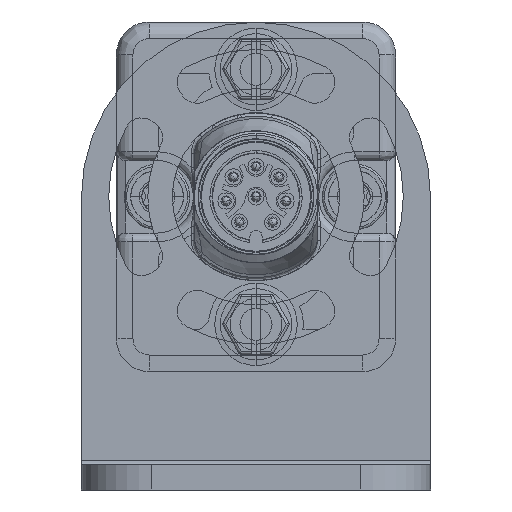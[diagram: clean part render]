
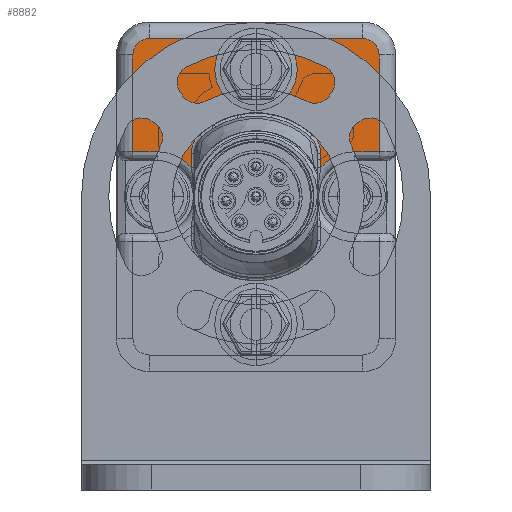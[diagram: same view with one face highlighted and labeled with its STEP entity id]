
A CAD part, front view. The second image highlights one B-rep face of the part: STEP entity #8882.
In plain terms, the highlighted face is planar.
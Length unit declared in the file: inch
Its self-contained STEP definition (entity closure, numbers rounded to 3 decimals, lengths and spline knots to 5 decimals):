
#3675=CARTESIAN_POINT('',(3.6,19.85759,9.5));
#3676=DIRECTION('',(0.,0.,-1.));
#3677=DIRECTION('',(0.673,0.74,0.));
#3678=AXIS2_PLACEMENT_3D('',#3675,#3676,#3677);
#3680=CARTESIAN_POINT('',(0.,15.9,9.5));
#3681=DIRECTION('',(0.,0.,-1.));
#3682=DIRECTION('',(-0.673,0.74,0.));
#3683=AXIS2_PLACEMENT_3D('',#3680,#3681,#3682);
#3685=CARTESIAN_POINT('',(-3.6,19.85759,9.5));
#3686=DIRECTION('',(0.,0.,-1.));
#3687=DIRECTION('',(-1.,0.,0.));
#3688=AXIS2_PLACEMENT_3D('',#3685,#3686,#3687);
#3690=DIRECTION('',(0.,1.,0.));
#3691=VECTOR('',#3690,1.27431);
#3692=CARTESIAN_POINT('',(-5.9,18.58328,9.5));
#3693=LINE('',#3692,#3691);
#3694=CARTESIAN_POINT('',(-9.,15.9,9.5));
#3695=DIRECTION('',(0.,0.,-1.));
#3696=DIRECTION('',(0.,1.,0.));
#3697=AXIS2_PLACEMENT_3D('',#3694,#3695,#3696);
#3699=DIRECTION('',(1.,0.,0.));
#3700=VECTOR('',#3699,2.2);
#3701=CARTESIAN_POINT('',(-11.2,20.,9.5));
#3702=LINE('',#3701,#3700);
#3703=DIRECTION('',(0.,-1.,0.));
#3704=VECTOR('',#3703,8.8);
#3705=CARTESIAN_POINT('',(-11.2,28.8,9.5));
#3706=LINE('',#3705,#3704);
#3707=CARTESIAN_POINT('',(-9.7,28.8,9.5));
#3708=DIRECTION('',(0.,0.,1.));
#3709=DIRECTION('',(0.,1.,0.));
#3710=AXIS2_PLACEMENT_3D('',#3707,#3708,#3709);
#3712=DIRECTION('',(-1.,0.,0.));
#3713=VECTOR('',#3712,19.4);
#3714=CARTESIAN_POINT('',(9.7,30.3,9.5));
#3715=LINE('',#3714,#3713);
#3716=CARTESIAN_POINT('',(9.7,28.8,9.5));
#3717=DIRECTION('',(0.,0.,1.));
#3718=DIRECTION('',(1.,0.,0.));
#3719=AXIS2_PLACEMENT_3D('',#3716,#3717,#3718);
#3721=DIRECTION('',(0.,1.,0.));
#3722=VECTOR('',#3721,8.8);
#3723=CARTESIAN_POINT('',(11.2,20.,9.5));
#3724=LINE('',#3723,#3722);
#3725=DIRECTION('',(1.,0.,0.));
#3726=VECTOR('',#3725,2.2);
#3727=CARTESIAN_POINT('',(9.,20.,9.5));
#3728=LINE('',#3727,#3726);
#3729=CARTESIAN_POINT('',(9.,15.9,9.5));
#3730=DIRECTION('',(0.,0.,-1.));
#3731=DIRECTION('',(-0.756,0.654,0.));
#3732=AXIS2_PLACEMENT_3D('',#3729,#3730,#3731);
#3734=DIRECTION('',(0.,-1.,0.));
#3735=VECTOR('',#3734,1.27431);
#3736=CARTESIAN_POINT('',(5.9,19.85759,9.5));
#3737=LINE('',#3736,#3735);
#3801=CARTESIAN_POINT('',(0.,27.5,9.5));
#3802=DIRECTION('',(0.,0.,1.));
#3803=DIRECTION('',(1.,0.,0.));
#3804=AXIS2_PLACEMENT_3D('',#3801,#3802,#3803);
#3806=CARTESIAN_POINT('',(0.,27.5,9.5));
#3807=DIRECTION('',(0.,0.,1.));
#3808=DIRECTION('',(-1.,0.,0.));
#3809=AXIS2_PLACEMENT_3D('',#3806,#3807,#3808);
#6900=CARTESIAN_POINT('',(-5.9,18.58328,9.5));
#7907=CARTESIAN_POINT('',(-9.7,30.3,9.5));
#7908=CARTESIAN_POINT('',(-11.2,28.8,9.5));
#7909=VERTEX_POINT('',#7907);
#7910=VERTEX_POINT('',#7908);
#7915=CARTESIAN_POINT('',(9.7,30.3,9.5));
#7916=VERTEX_POINT('',#7915);
#7919=CARTESIAN_POINT('',(11.2,28.8,9.5));
#7920=VERTEX_POINT('',#7919);
#7963=CARTESIAN_POINT('',(11.2,20.,9.5));
#7964=VERTEX_POINT('',#7963);
#7967=CARTESIAN_POINT('',(9.,20.,9.5));
#7968=VERTEX_POINT('',#7967);
#7995=CARTESIAN_POINT('',(-11.2,20.,9.5));
#7996=VERTEX_POINT('',#7995);
#7999=CARTESIAN_POINT('',(-9.,20.,9.5));
#8000=VERTEX_POINT('',#7999);
#8031=CARTESIAN_POINT('',(5.14766,21.55898,9.5));
#8032=CARTESIAN_POINT('',(5.9,19.85759,9.5));
#8033=VERTEX_POINT('',#8031);
#8034=VERTEX_POINT('',#8032);
#8037=CARTESIAN_POINT('',(5.9,18.58328,9.5));
#8038=VERTEX_POINT('',#8037);
#8062=VERTEX_POINT('',#6900);
#8065=CARTESIAN_POINT('',(-5.9,19.85759,9.5));
#8066=VERTEX_POINT('',#8065);
#8069=CARTESIAN_POINT('',(-5.14766,21.55898,9.5));
#8070=VERTEX_POINT('',#8069);
#8079=CARTESIAN_POINT('',(2.2479,27.5,9.5));
#8080=CARTESIAN_POINT('',(-2.2479,27.5,9.5));
#8081=VERTEX_POINT('',#8079);
#8082=VERTEX_POINT('',#8080);
#8842=CARTESIAN_POINT('',(0.,0.,9.5));
#8843=DIRECTION('',(0.,0.,1.));
#8844=DIRECTION('',(1.,0.,0.));
#8845=AXIS2_PLACEMENT_3D('',#8842,#8843,#8844);
#8846=PLANE('',#8845);
#8848=ORIENTED_EDGE('',*,*,#8847,.F.);
#8850=ORIENTED_EDGE('',*,*,#8849,.F.);
#8852=ORIENTED_EDGE('',*,*,#8851,.F.);
#8854=ORIENTED_EDGE('',*,*,#8853,.F.);
#8856=ORIENTED_EDGE('',*,*,#8855,.F.);
#8858=ORIENTED_EDGE('',*,*,#8857,.F.);
#8860=ORIENTED_EDGE('',*,*,#8859,.F.);
#8862=ORIENTED_EDGE('',*,*,#8861,.F.);
#8864=ORIENTED_EDGE('',*,*,#8863,.F.);
#8865=ORIENTED_EDGE('',*,*,#8832,.F.);
#8867=ORIENTED_EDGE('',*,*,#8866,.F.);
#8869=ORIENTED_EDGE('',*,*,#8868,.F.);
#8871=ORIENTED_EDGE('',*,*,#8870,.F.);
#8873=ORIENTED_EDGE('',*,*,#8872,.F.);
#8874=EDGE_LOOP('',(#8848,#8850,#8852,#8854,#8856,#8858,#8860,#8862,#8864,#8865,
#8867,#8869,#8871,#8873));
#8875=FACE_OUTER_BOUND('',#8874,.F.);
#8877=ORIENTED_EDGE('',*,*,#8876,.T.);
#8879=ORIENTED_EDGE('',*,*,#8878,.T.);
#8880=EDGE_LOOP('',(#8877,#8879));
#8881=FACE_BOUND('',#8880,.F.);
#8882=ADVANCED_FACE('',(#8875,#8881),#8846,.T.);
#3679=CIRCLE('',#3678,2.3);
#3684=CIRCLE('',#3683,7.65);
#3689=CIRCLE('',#3688,2.3);
#3698=CIRCLE('',#3697,4.1);
#3711=CIRCLE('',#3710,1.5);
#3720=CIRCLE('',#3719,1.5);
#3733=CIRCLE('',#3732,4.1);
#3805=CIRCLE('',#3804,2.2479);
#3810=CIRCLE('',#3809,2.2479);
#8832=EDGE_CURVE('',#7920,#7916,#3720,.T.);
#8847=EDGE_CURVE('',#8033,#8034,#3679,.T.);
#8849=EDGE_CURVE('',#8070,#8033,#3684,.T.);
#8851=EDGE_CURVE('',#8066,#8070,#3689,.T.);
#8853=EDGE_CURVE('',#8062,#8066,#3693,.T.);
#8855=EDGE_CURVE('',#8000,#8062,#3698,.T.);
#8857=EDGE_CURVE('',#7996,#8000,#3702,.T.);
#8859=EDGE_CURVE('',#7910,#7996,#3706,.T.);
#8861=EDGE_CURVE('',#7909,#7910,#3711,.T.);
#8863=EDGE_CURVE('',#7916,#7909,#3715,.T.);
#8866=EDGE_CURVE('',#7964,#7920,#3724,.T.);
#8868=EDGE_CURVE('',#7968,#7964,#3728,.T.);
#8870=EDGE_CURVE('',#8038,#7968,#3733,.T.);
#8872=EDGE_CURVE('',#8034,#8038,#3737,.T.);
#8876=EDGE_CURVE('',#8081,#8082,#3805,.T.);
#8878=EDGE_CURVE('',#8082,#8081,#3810,.T.);
